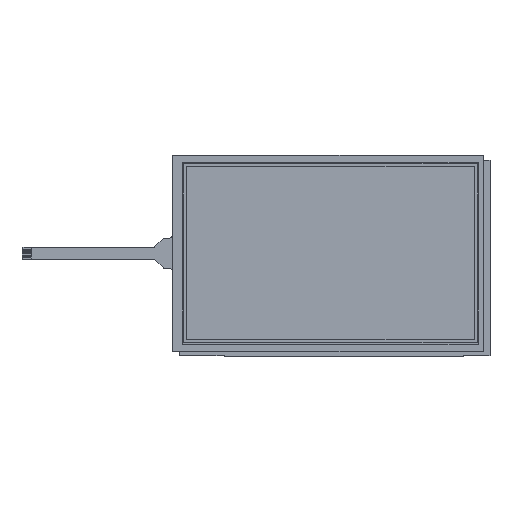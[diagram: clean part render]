
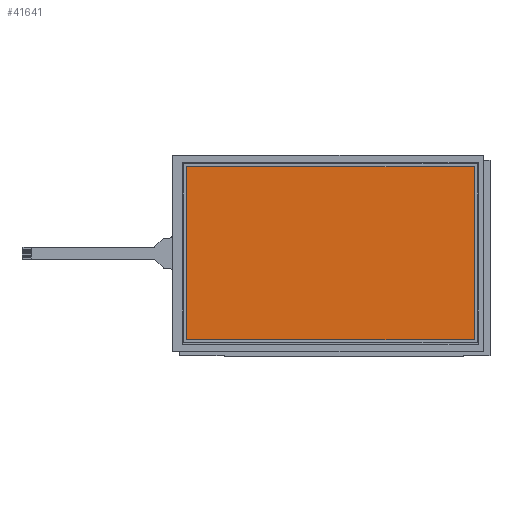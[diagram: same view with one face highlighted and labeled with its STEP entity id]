
A CAD part, top view. The second image highlights one B-rep face of the part: STEP entity #41641.
In plain terms, the highlighted planar face has unit normal (0, 0, 1).
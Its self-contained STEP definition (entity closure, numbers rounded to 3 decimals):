
#1762=FACE_OUTER_BOUND('',#3903,.T.);
#3903=EDGE_LOOP('',(#27537,#27538,#27539,#27540));
#6189=LINE('',#58822,#11429);
#6190=LINE('',#58824,#11430);
#6191=LINE('',#58826,#11431);
#6192=LINE('',#58827,#11432);
#11429=VECTOR('',#47115,10.);
#11430=VECTOR('',#47116,10.);
#11431=VECTOR('',#47117,10.);
#11432=VECTOR('',#47118,10.);
#16639=VERTEX_POINT('',#58820);
#16640=VERTEX_POINT('',#58821);
#16641=VERTEX_POINT('',#58823);
#16642=VERTEX_POINT('',#58825);
#20866=EDGE_CURVE('',#16639,#16640,#6189,.T.);
#20867=EDGE_CURVE('',#16640,#16641,#6190,.T.);
#20868=EDGE_CURVE('',#16641,#16642,#6191,.T.);
#20869=EDGE_CURVE('',#16642,#16639,#6192,.T.);
#27537=ORIENTED_EDGE('',*,*,#20866,.F.);
#27538=ORIENTED_EDGE('',*,*,#20869,.F.);
#27539=ORIENTED_EDGE('',*,*,#20868,.F.);
#27540=ORIENTED_EDGE('',*,*,#20867,.F.);
#39915=PLANE('',#43812);
#41641=ADVANCED_FACE('',(#1762),#39915,.T.);
#43812=AXIS2_PLACEMENT_3D('',#59038,#47315,#47316);
#47115=DIRECTION('',(0.,-1.,0.));
#47116=DIRECTION('',(-1.,0.,0.));
#47117=DIRECTION('',(0.,1.,0.));
#47118=DIRECTION('',(1.,0.,0.));
#47315=DIRECTION('center_axis',(0.,0.,1.));
#47316=DIRECTION('ref_axis',(1.,0.,0.));
#58820=CARTESIAN_POINT('',(76.45,45.97,0.));
#58821=CARTESIAN_POINT('',(76.45,-45.97,0.));
#58822=CARTESIAN_POINT('',(76.45,-22.985,0.));
#58823=CARTESIAN_POINT('',(-76.45,-45.97,0.));
#58824=CARTESIAN_POINT('',(-38.85,-45.97,0.));
#58825=CARTESIAN_POINT('',(-76.45,45.97,0.));
#58826=CARTESIAN_POINT('',(-76.45,22.985,0.));
#58827=CARTESIAN_POINT('',(37.6,45.97,0.));
#59038=CARTESIAN_POINT('Origin',(-1.25,0.,
0.));
